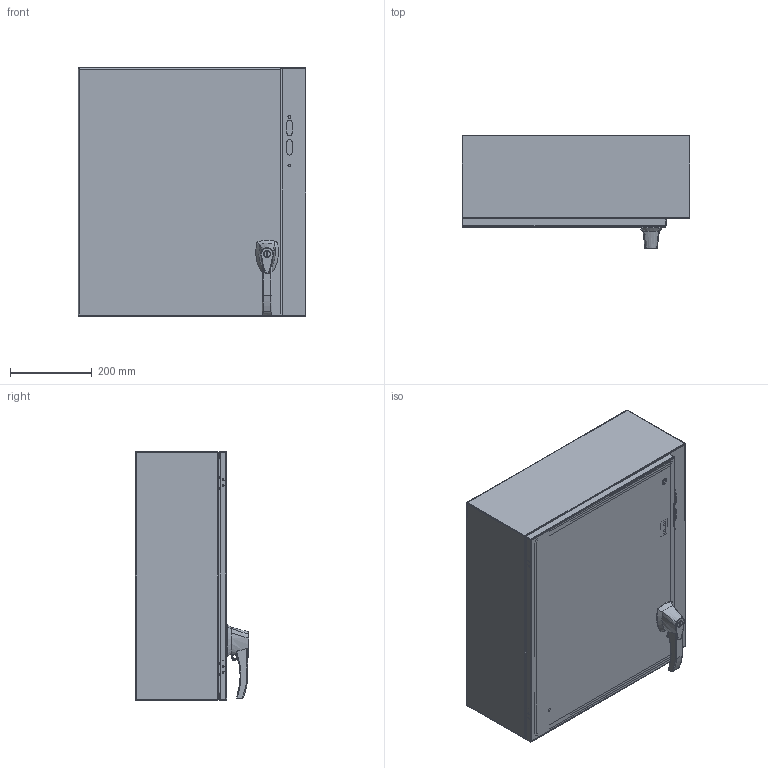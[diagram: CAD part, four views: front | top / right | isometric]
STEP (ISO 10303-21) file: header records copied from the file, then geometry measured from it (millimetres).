
FILE_DESCRIPTION (( 'STEP AP214' ), '1' );
FILE_NAME ('EN4DSC24228GY.STEP', '2019-11-14T14:03:52', ( '' ), ( '' ), 'SwSTEP 2.0', 'SolidWorks 2019', '' );
FILE_SCHEMA (( 'AUTOMOTIVE_DESIGN' ));
Length unit declared in the file: millimetre
Products named in the file (1): EN4DSC24228GY
Bounding box: 558.8 x 278.18 x 609.6 mm (x, y, z)
Volume: 2352772.5 mm3; surface area: 2742428.7 mm2
Topology: 44 solids, 45 shells, 922 faces, 2176 edges, 1378 vertices
Faces by surface type: plane 498, cylinder 283, bspline 76, torus 27, cone 22, sphere 16
Full cylindrical faces by diameter (mm): 3.967 x2, 4.369 x2, 4.394 x2, 4.47 x4, 4.572 x2, 4.775 x2, 4.976 x1, 5.461 x2, 5.74 x1, 5.893 x1, 5.918 x1, 6.096 x2, 6.35 x11, 6.502 x1, 6.731 x2, 6.858 x4, 7.137 x4, 7.417 x2, 7.937 x6, 8.001 x1, 8.128 x1, 8.255 x1, 8.484 x1, 8.89 x1, 9.525 x5, 10.008 x1, 10.109 x6, 10.211 x2, 10.49 x2, 11.049 x1
Entity records: 61295 total; most frequent: CARTESIAN_POINT 32077, ORIENTED_EDGE 3954, DIRECTION 3934, EDGE_CURVE 1977, AXIS2_PLACEMENT_3D 1409, VERTEX_POINT 1354, EDGE_LOOP 1201, VECTOR 1116
